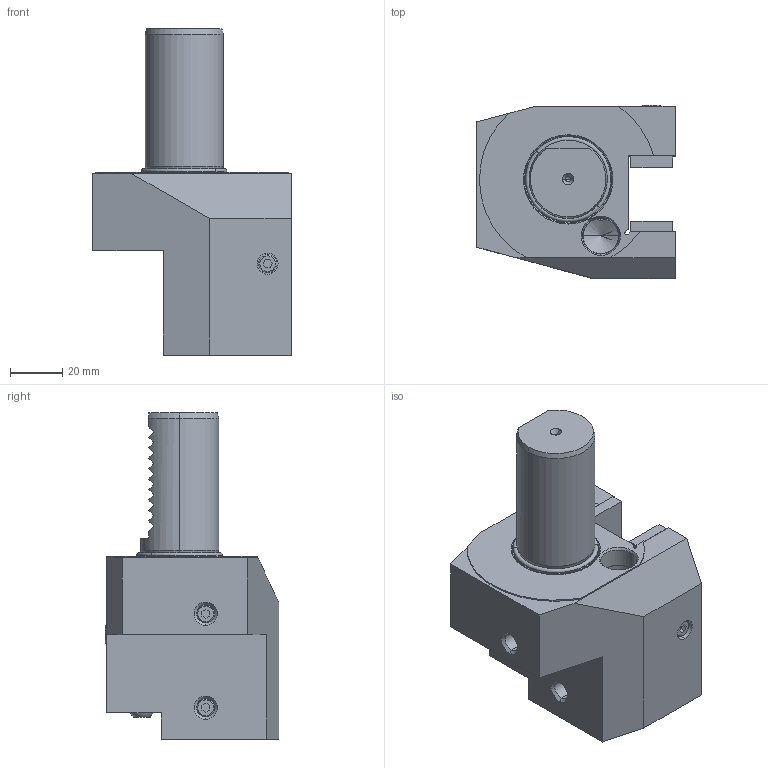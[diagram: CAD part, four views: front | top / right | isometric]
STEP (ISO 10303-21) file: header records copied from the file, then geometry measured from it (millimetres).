
FILE_DESCRIPTION (( 'STEP AP203' ), '1' );
FILE_NAME ('309.42.20.STEP', '2016-11-28T09:22:09', ( '' ), ( '' ), 'SwSTEP 2.0', 'SolidWorks 2012', '' );
FILE_SCHEMA (( 'CONFIG_CONTROL_DESIGN' ));
Length unit declared in the file: millimetre
Products named in the file (13): M10平頭螺絲; 309.42.20; 69x16x4; 60x16x4.5; 管螺文螺絲; M8尖頭螺絲; 16x5.8; O型環; M4x16; 2-44100006N4出水銅嘴; 皿頭_M4xP0.7x8L; VDI30   C2; M4x20
Assembly tree (14 placements, depth 2):
  309.42.20
    VDI30   C2
    M4x20
    M4x16
    O型環
    皿頭_M4xP0.7x8L
    2-44100006N4出水銅嘴
    M8尖頭螺絲  x2
    管螺文螺絲
    16x5.8
    M10平頭螺絲  x2
    60x16x4.5
    69x16x4
Bounding box: 76 x 66.5 x 125 mm (x, y, z)
Volume: 255042.6 mm3; surface area: 50561.2 mm2
Topology: 25 solids, 25 shells, 772 faces, 2060 edges, 1344 vertices
Faces by surface type: cylinder 418, plane 145, cone 128, bspline 61, torus 18, sphere 2
Entity records: 69590 total; most frequent: CARTESIAN_POINT 53346, ORIENTED_EDGE 3690, DIRECTION 2465, EDGE_CURVE 1845, VERTEX_POINT 1207, AXIS2_PLACEMENT_3D 885, EDGE_LOOP 732, FACE_OUTER_BOUND 696
